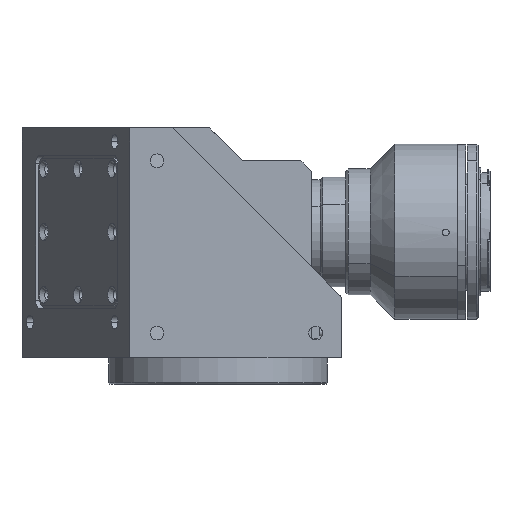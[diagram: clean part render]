
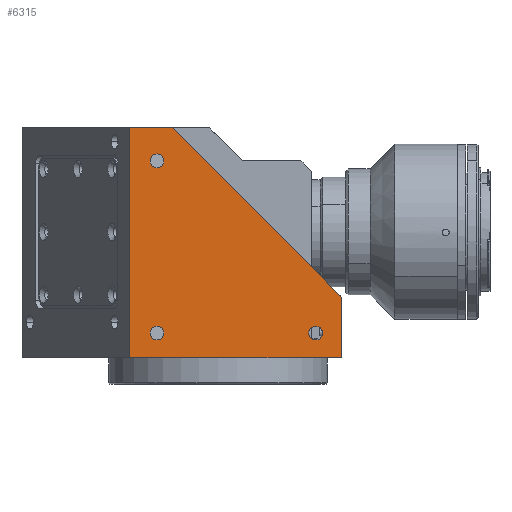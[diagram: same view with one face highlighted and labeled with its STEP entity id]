
A CAD part, front view. The second image highlights one B-rep face of the part: STEP entity #6315.
In plain terms, the highlighted planar face has unit normal (0, -1, 0).
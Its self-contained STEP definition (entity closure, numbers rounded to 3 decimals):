
#106 = DIRECTION ( 'NONE',  ( 0., 0., -1. ) ) ;
#121 = DIRECTION ( 'NONE',  ( 0., -1., 0. ) ) ;
#202 = CIRCLE ( 'NONE', #11671, 2.5 ) ;
#254 = CARTESIAN_POINT ( 'NONE',  ( 35.696, -44., 176.355 ) ) ;
#338 = DIRECTION ( 'NONE',  ( 0., 0., -1. ) ) ;
#375 = DIRECTION ( 'NONE',  ( 0., -1., 0. ) ) ;
#405 = CARTESIAN_POINT ( 'NONE',  ( -22.304, -44., 239.355 ) ) ;
#488 = CARTESIAN_POINT ( 'NONE',  ( 35.696, -44., 173.855 ) ) ;
#1014 = DIRECTION ( 'NONE',  ( 0., 0., -1. ) ) ;
#1031 = DIRECTION ( 'NONE',  ( 0., -1., 0. ) ) ;
#1043 = CARTESIAN_POINT ( 'NONE',  ( -22.304, -44., 176.355 ) ) ;
#1173 = CIRCLE ( 'NONE', #6479, 2.5 ) ;
#1617 = CIRCLE ( 'NONE', #11853, 2.5 ) ;
#1694 = VECTOR ( 'NONE', #13170, 1000. ) ;
#1829 = VERTEX_POINT ( 'NONE', #8730 ) ;
#2401 = FACE_BOUND ( 'NONE', #9594, .T. ) ;
#2414 = FACE_BOUND ( 'NONE', #5605, .T. ) ;
#2435 = FACE_OUTER_BOUND ( 'NONE', #12660, .T. ) ;
#2540 = FACE_BOUND ( 'NONE', #5888, .T. ) ;
#2591 = VERTEX_POINT ( 'NONE', #3898 ) ;
#2723 = DIRECTION ( 'NONE',  ( 1., 0., 0. ) ) ;
#2962 = CARTESIAN_POINT ( 'NONE',  ( 45., -44., 167.355 ) ) ;
#3102 = EDGE_CURVE ( 'NONE', #4360, #12900, #1617, .T. ) ;
#3218 = EDGE_CURVE ( 'NONE', #13445, #1829, #9498, .T. ) ;
#3254 = VECTOR ( 'NONE', #11249, 1000. ) ;
#3565 = VERTEX_POINT ( 'NONE', #7975 ) ;
#3607 = LINE ( 'NONE', #2962, #9242 ) ;
#3806 = EDGE_CURVE ( 'NONE', #3565, #12682, #202, .T. ) ;
#3898 = CARTESIAN_POINT ( 'NONE',  ( 45., -44., 167.355 ) ) ;
#4290 = VECTOR ( 'NONE', #13235, 1000. ) ;
#4360 = VERTEX_POINT ( 'NONE', #12787 ) ;
#4368 = DIRECTION ( 'NONE',  ( 0., 0., -1. ) ) ;
#4489 = ORIENTED_EDGE ( 'NONE', *, *, #8333, .F. ) ;
#4517 = DIRECTION ( 'NONE',  ( 0., -1., 0. ) ) ;
#4549 = CARTESIAN_POINT ( 'NONE',  ( 35.696, -44., 176.355 ) ) ;
#4618 = LINE ( 'NONE', #13221, #4290 ) ;
#4634 = ORIENTED_EDGE ( 'NONE', *, *, #3102, .F. ) ;
#4809 = ORIENTED_EDGE ( 'NONE', *, *, #8375, .F. ) ;
#4943 = CARTESIAN_POINT ( 'NONE',  ( -32.304, -44., 167.355 ) ) ;
#5137 = VERTEX_POINT ( 'NONE', #6697 ) ;
#5190 = EDGE_CURVE ( 'NONE', #12027, #5137, #12099, .T. ) ;
#5605 = EDGE_LOOP ( 'NONE', ( #4489, #4634 ) ) ;
#5817 = CARTESIAN_POINT ( 'NONE',  ( -16.787, -44., 251.355 ) ) ;
#5888 = EDGE_LOOP ( 'NONE', ( #13598, #13796 ) ) ;
#6310 = ORIENTED_EDGE ( 'NONE', *, *, #8599, .F. ) ;
#6315 = ADVANCED_FACE ( 'NONE', ( #2401, #2540, #2414, #2435 ), #13379, .T. ) ;
#6406 = CARTESIAN_POINT ( 'NONE',  ( -32.304, -44., 157.355 ) ) ;
#6434 = DIRECTION ( 'NONE',  ( 0., 0., 1. ) ) ;
#6465 = ORIENTED_EDGE ( 'NONE', *, *, #5190, .F. ) ;
#6479 = AXIS2_PLACEMENT_3D ( 'NONE', #13693, #13690, #13671 ) ;
#6502 = AXIS2_PLACEMENT_3D ( 'NONE', #14086, #14063, #14042 ) ;
#6519 = AXIS2_PLACEMENT_3D ( 'NONE', #254, #121, #106 ) ;
#6697 = CARTESIAN_POINT ( 'NONE',  ( -32.304, -44., 251.355 ) ) ;
#6941 = ORIENTED_EDGE ( 'NONE', *, *, #8240, .T. ) ;
#7389 = LINE ( 'NONE', #13189, #1694 ) ;
#7898 = CIRCLE ( 'NONE', #6519, 2.5 ) ;
#7975 = CARTESIAN_POINT ( 'NONE',  ( 35.696, -44., 178.855 ) ) ;
#8084 = ORIENTED_EDGE ( 'NONE', *, *, #8380, .T. ) ;
#8240 = EDGE_CURVE ( 'NONE', #12027, #2591, #3607, .T. ) ;
#8277 = EDGE_CURVE ( 'NONE', #12682, #3565, #7898, .T. ) ;
#8295 = EDGE_CURVE ( 'NONE', #1829, #13445, #10756, .T. ) ;
#8333 = EDGE_CURVE ( 'NONE', #12900, #4360, #1173, .T. ) ;
#8339 = VERTEX_POINT ( 'NONE', #13507 ) ;
#8375 = EDGE_CURVE ( 'NONE', #11841, #8339, #7389, .T. ) ;
#8380 = EDGE_CURVE ( 'NONE', #2591, #8339, #4618, .T. ) ;
#8599 = EDGE_CURVE ( 'NONE', #5137, #11841, #11697, .T. ) ;
#8730 = CARTESIAN_POINT ( 'NONE',  ( -22.304, -44., 236.855 ) ) ;
#9003 = AXIS2_PLACEMENT_3D ( 'NONE', #13266, #13253, #13243 ) ;
#9242 = VECTOR ( 'NONE', #2723, 1000. ) ;
#9498 = CIRCLE ( 'NONE', #11820, 2.5 ) ;
#9594 = EDGE_LOOP ( 'NONE', ( #13421, #13245 ) ) ;
#10336 = CARTESIAN_POINT ( 'NONE',  ( -22.304, -44., 173.855 ) ) ;
#10756 = CIRCLE ( 'NONE', #6502, 2.5 ) ;
#11249 = DIRECTION ( 'NONE',  ( 1., 0., 0. ) ) ;
#11355 = CARTESIAN_POINT ( 'NONE',  ( 45., -44., 251.355 ) ) ;
#11671 = AXIS2_PLACEMENT_3D ( 'NONE', #4549, #4517, #4368 ) ;
#11697 = LINE ( 'NONE', #11355, #3254 ) ;
#11820 = AXIS2_PLACEMENT_3D ( 'NONE', #405, #375, #338 ) ;
#11841 = VERTEX_POINT ( 'NONE', #5817 ) ;
#11853 = AXIS2_PLACEMENT_3D ( 'NONE', #1043, #1031, #1014 ) ;
#11909 = VECTOR ( 'NONE', #6434, 1000. ) ;
#12027 = VERTEX_POINT ( 'NONE', #4943 ) ;
#12099 = LINE ( 'NONE', #6406, #11909 ) ;
#12660 = EDGE_LOOP ( 'NONE', ( #4809, #6310, #6465, #6941, #8084 ) ) ;
#12682 = VERTEX_POINT ( 'NONE', #488 ) ;
#12787 = CARTESIAN_POINT ( 'NONE',  ( -22.304, -44., 178.855 ) ) ;
#12900 = VERTEX_POINT ( 'NONE', #10336 ) ;
#13170 = DIRECTION ( 'NONE',  ( 0.707, 0., -0.707 ) ) ;
#13189 = CARTESIAN_POINT ( 'NONE',  ( -16.787, -44., 251.355 ) ) ;
#13221 = CARTESIAN_POINT ( 'NONE',  ( 45., -44., 157.355 ) ) ;
#13235 = DIRECTION ( 'NONE',  ( 0., 0., 1. ) ) ;
#13243 = DIRECTION ( 'NONE',  ( 1., 0., 0. ) ) ;
#13245 = ORIENTED_EDGE ( 'NONE', *, *, #3218, .F. ) ;
#13253 = DIRECTION ( 'NONE',  ( 0., -1., 0. ) ) ;
#13266 = CARTESIAN_POINT ( 'NONE',  ( 45., -44., 157.355 ) ) ;
#13374 = CARTESIAN_POINT ( 'NONE',  ( -22.304, -44., 241.855 ) ) ;
#13379 = PLANE ( 'NONE',  #9003 ) ;
#13421 = ORIENTED_EDGE ( 'NONE', *, *, #8295, .F. ) ;
#13445 = VERTEX_POINT ( 'NONE', #13374 ) ;
#13507 = CARTESIAN_POINT ( 'NONE',  ( 45., -44., 189.568 ) ) ;
#13598 = ORIENTED_EDGE ( 'NONE', *, *, #8277, .F. ) ;
#13671 = DIRECTION ( 'NONE',  ( 0., 0., -1. ) ) ;
#13690 = DIRECTION ( 'NONE',  ( 0., -1., 0. ) ) ;
#13693 = CARTESIAN_POINT ( 'NONE',  ( -22.304, -44., 176.355 ) ) ;
#13796 = ORIENTED_EDGE ( 'NONE', *, *, #3806, .F. ) ;
#14042 = DIRECTION ( 'NONE',  ( 0., 0., -1. ) ) ;
#14063 = DIRECTION ( 'NONE',  ( 0., -1., 0. ) ) ;
#14086 = CARTESIAN_POINT ( 'NONE',  ( -22.304, -44., 239.355 ) ) ;
